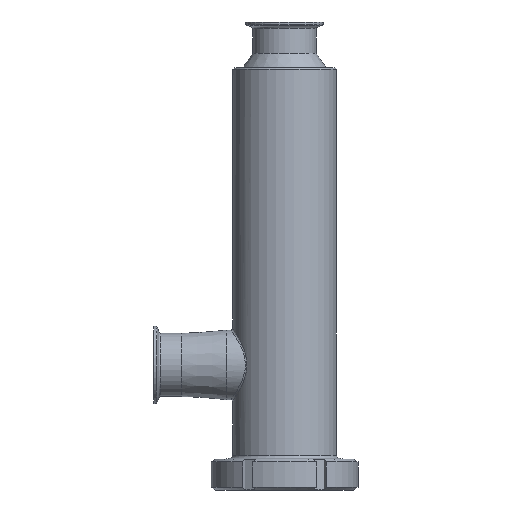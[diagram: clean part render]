
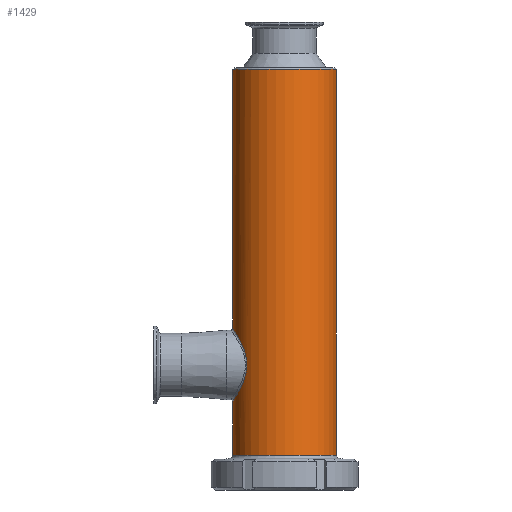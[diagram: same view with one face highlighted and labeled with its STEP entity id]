
A CAD part, left-side view. The second image highlights one B-rep face of the part: STEP entity #1429.
In plain terms, the highlighted cylindrical face has radius 52 mm (diameter 104 mm), a full revolution.
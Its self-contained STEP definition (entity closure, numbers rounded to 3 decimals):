
#17=B_SPLINE_CURVE_WITH_KNOTS('',3,(#2960,#2961,#2962,#2963,#2964,#2965,
#2966,#2967,#2968,#2969,#2970,#2971,#2972,#2973,#2974,#2975,#2976,#2977,
#2978,#2979,#2980,#2981,#2982,#2983,#2984,#2985,#2986,#2987,#2988,#2989),
 .UNSPECIFIED.,.T.,.F.,(4,1,1,1,1,1,1,1,1,1,1,1,1,1,1,1,1,1,1,1,1,1,1,1,
1,1,1,4),(-21.995,-21.406,-21.21,-20.424,
-20.031,-19.246,-18.853,-17.806,
-16.758,-15.711,-14.663,-14.14,
-13.616,-12.569,-11.521,-10.474,
-9.688,-9.426,-8.379,-7.332,
-6.284,-5.237,-4.19,-3.142,
-2.749,-1.571,-0.786,0.),.UNSPECIFIED.);
#169=CYLINDRICAL_SURFACE('',#1611,52.);
#256=FACE_BOUND('',#514,.T.);
#257=FACE_BOUND('',#515,.T.);
#357=FACE_OUTER_BOUND('',#513,.T.);
#513=EDGE_LOOP('',(#1206));
#514=EDGE_LOOP('',(#1207));
#515=EDGE_LOOP('',(#1208));
#592=CIRCLE('',#1579,52.);
#603=CIRCLE('',#1599,52.);
#713=VERTEX_POINT('',#2423);
#724=VERTEX_POINT('',#2454);
#729=VERTEX_POINT('',#2927);
#872=EDGE_CURVE('',#713,#713,#592,.T.);
#883=EDGE_CURVE('',#724,#724,#603,.T.);
#891=EDGE_CURVE('',#729,#729,#17,.T.);
#1206=ORIENTED_EDGE('',*,*,#872,.T.);
#1207=ORIENTED_EDGE('',*,*,#883,.F.);
#1208=ORIENTED_EDGE('',*,*,#891,.F.);
#1429=ADVANCED_FACE('',(#357,#256,#257),#169,.T.);
#1579=AXIS2_PLACEMENT_3D('',#2424,#1927,#1928);
#1599=AXIS2_PLACEMENT_3D('',#2455,#1967,#1968);
#1611=AXIS2_PLACEMENT_3D('',#2991,#1991,#1992);
#1927=DIRECTION('center_axis',(0.,0.,1.));
#1928=DIRECTION('ref_axis',(0.,1.,0.));
#1967=DIRECTION('center_axis',(0.,0.,1.));
#1968=DIRECTION('ref_axis',(0.,-1.,0.));
#1991=DIRECTION('center_axis',(0.,0.,1.));
#1992=DIRECTION('ref_axis',(-1.,0.,0.));
#2423=CARTESIAN_POINT('',(0.,52.,-5.69));
#2424=CARTESIAN_POINT('Origin',(0.,0.,-5.69));
#2454=CARTESIAN_POINT('',(0.,52.,381.5));
#2455=CARTESIAN_POINT('Origin',(0.,0.,381.5));
#2927=CARTESIAN_POINT('',(35.63,37.875,85.));
#2960=CARTESIAN_POINT('Ctrl Pts',(35.63,37.874,84.999));
#2961=CARTESIAN_POINT('Ctrl Pts',(35.63,37.874,82.852));
#2962=CARTESIAN_POINT('Ctrl Pts',(35.387,38.107,79.994));
#2963=CARTESIAN_POINT('Ctrl Pts',(34.295,39.098,74.456));
#2964=CARTESIAN_POINT('Ctrl Pts',(32.688,40.489,69.847));
#2965=CARTESIAN_POINT('Ctrl Pts',(29.52,42.866,63.981));
#2966=CARTESIAN_POINT('Ctrl Pts',(26.27,44.964,59.751));
#2967=CARTESIAN_POINT('Ctrl Pts',(20.838,47.778,54.67));
#2968=CARTESIAN_POINT('Ctrl Pts',(13.599,50.553,50.185));
#2969=CARTESIAN_POINT('Ctrl Pts',(2.825,52.323,47.516));
#2970=CARTESIAN_POINT('Ctrl Pts',(-8.342,51.719,48.414));
#2971=CARTESIAN_POINT('Ctrl Pts',(-16.786,49.4,52.01));
#2972=CARTESIAN_POINT('Ctrl Pts',(-22.495,46.953,56.137));
#2973=CARTESIAN_POINT('Ctrl Pts',(-27.565,44.244,61.088));
#2974=CARTESIAN_POINT('Ctrl Pts',(-32.434,40.792,68.453));
#2975=CARTESIAN_POINT('Ctrl Pts',(-35.766,37.761,79.167));
#2976=CARTESIAN_POINT('Ctrl Pts',(-35.766,37.75,89.894));
#2977=CARTESIAN_POINT('Ctrl Pts',(-33.808,39.545,97.13));
#2978=CARTESIAN_POINT('Ctrl Pts',(-30.938,41.85,103.825));
#2979=CARTESIAN_POINT('Ctrl Pts',(-26.516,44.981,110.469));
#2980=CARTESIAN_POINT('Ctrl Pts',(-18.403,48.961,117.315));
#2981=CARTESIAN_POINT('Ctrl Pts',(-8.336,51.717,121.579));
#2982=CARTESIAN_POINT('Ctrl Pts',(2.85,52.324,122.487));
#2983=CARTESIAN_POINT('Ctrl Pts',(13.619,50.548,119.803));
#2984=CARTESIAN_POINT('Ctrl Pts',(20.882,47.761,115.305));
#2985=CARTESIAN_POINT('Ctrl Pts',(27.264,44.444,109.301));
#2986=CARTESIAN_POINT('Ctrl Pts',(31.807,41.261,102.703));
#2987=CARTESIAN_POINT('Ctrl Pts',(34.974,38.504,93.586));
#2988=CARTESIAN_POINT('Ctrl Pts',(35.631,37.874,87.862));
#2989=CARTESIAN_POINT('Ctrl Pts',(35.63,37.874,84.999));
#2991=CARTESIAN_POINT('Origin',(0.,0.,0.));
